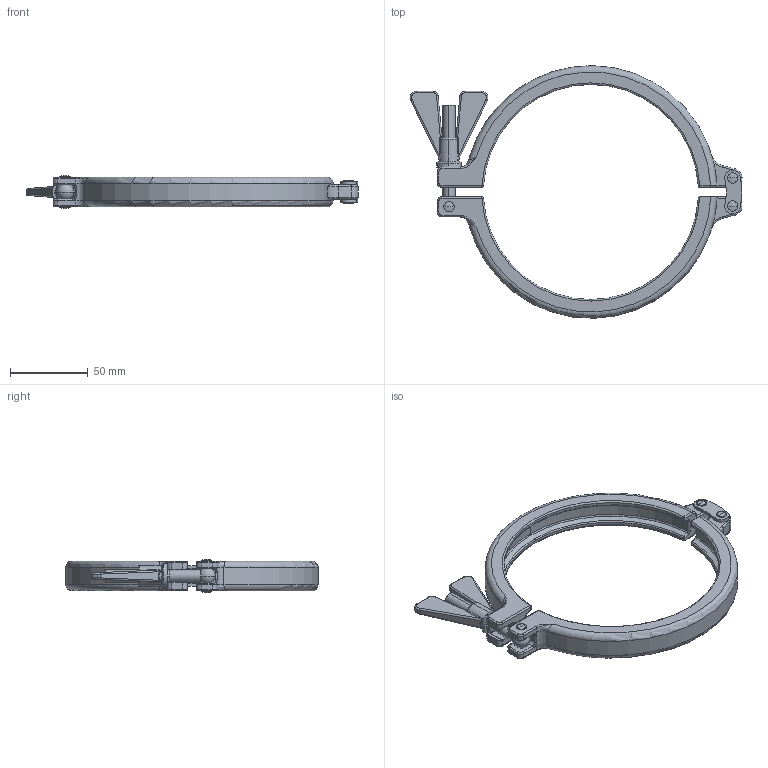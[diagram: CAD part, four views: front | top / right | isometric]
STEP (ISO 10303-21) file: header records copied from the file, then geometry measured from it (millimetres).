
FILE_DESCRIPTION (( 'STEP AP214' ), '1' );
FILE_NAME ('CL.SAF.0500.STEP', '2020-05-19T11:37:01', ( '' ), ( '' ), 'SwSTEP 2.0', 'SolidWorks 2020', '' );
FILE_SCHEMA (( 'AUTOMOTIVE_DESIGN' ));
Length unit declared in the file: millimetre
Products named in the file (1): CL.SAF.0500
Bounding box: 212.84 x 161.86 x 21.3 mm (x, y, z)
Volume: 101817.9 mm3; surface area: 40771.3 mm2
Topology: 4 solids, 4 shells, 429 faces, 994 edges, 568 vertices
Faces by surface type: cylinder 168, torus 79, bspline 72, plane 60, sphere 36, cone 14
Entity records: 14567 total; most frequent: CARTESIAN_POINT 5155, DIRECTION 2064, ORIENTED_EDGE 1946, EDGE_CURVE 973, AXIS2_PLACEMENT_3D 894, VERTEX_POINT 567, CIRCLE 536, EDGE_LOOP 452
